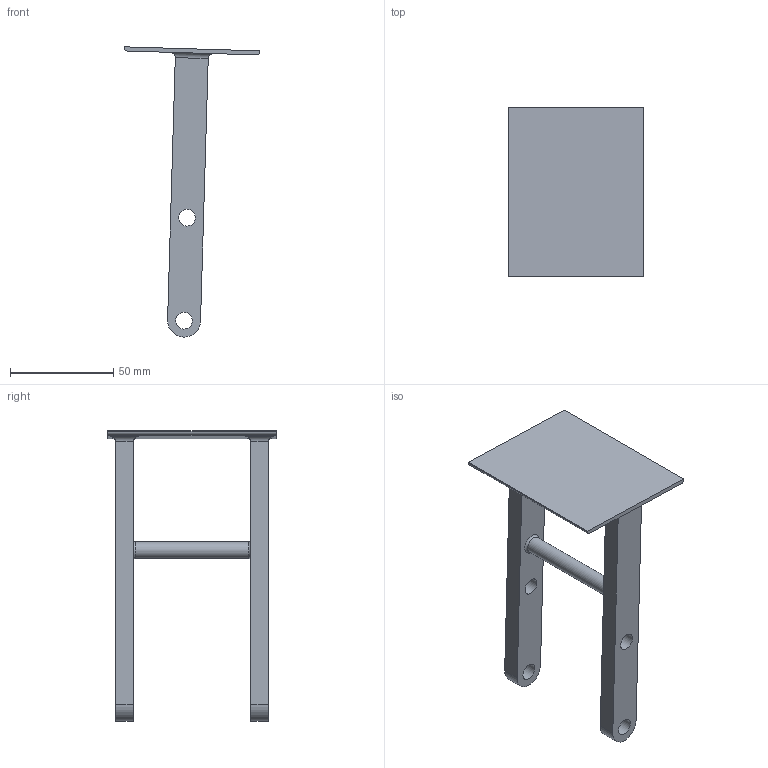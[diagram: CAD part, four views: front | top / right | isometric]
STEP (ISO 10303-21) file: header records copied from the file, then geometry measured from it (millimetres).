
FILE_DESCRIPTION(/* description */ (''),/* implementation_level */ '2;1');
FILE_NAME(/* name */ 'Rocker_link4.step',/* time_stamp */ '2024-11-17T16:52:25+07:00',/* author */ (''),/* organization */ (''),/* preprocessor_version */ 'ST-DEVELOPER v20',/* originating_system */ 'Autodesk Translation Framework v13.20.0.188',/* authorisation */ '');
FILE_SCHEMA (('AUTOMOTIVE_DESIGN { 1 0 10303 214 3 1 1 }'));
Length unit declared in the file: millimetre
Products named in the file (2): Assembly6; Rocker
Assembly tree (1 placements, depth 2):
  Assembly6
    Rocker
Bounding box: 65.99 x 82 x 140.91 mm (x, y, z)
Volume: 49497.8 mm3; surface area: 26335.7 mm2
Topology: 1 solids, 1 shells, 33 faces, 79 edges, 50 vertices
Faces by surface type: cylinder 17, plane 14, torus 2
Full cylindrical faces by diameter (mm): 8 x1, 8.1 x4
Entity records: 1034 total; most frequent: DIRECTION 183, CARTESIAN_POINT 165, ORIENTED_EDGE 158, EDGE_CURVE 79, AXIS2_PLACEMENT_3D 68, VERTEX_POINT 50, LINE 47, VECTOR 47
